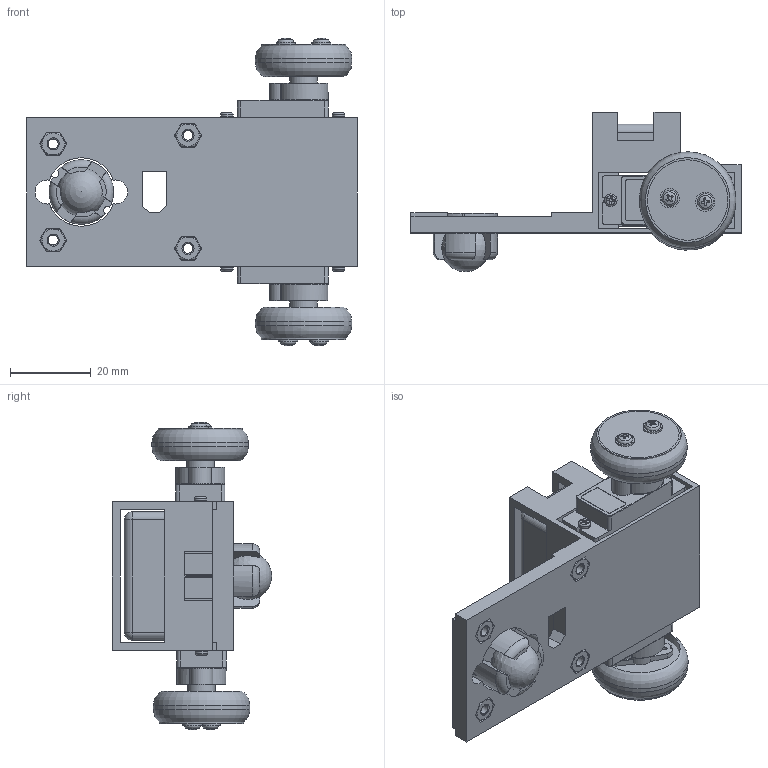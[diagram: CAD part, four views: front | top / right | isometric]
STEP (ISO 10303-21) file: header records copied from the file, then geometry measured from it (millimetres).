
FILE_DESCRIPTION(/* description */ (''),/* implementation_level */ '2;1');
FILE_NAME(/* name */ 'основа.stp',/* time_stamp */ '2025-02-10T22:25:51+03:00',/* author */ ('Admin'),/* organization */ (''),/* preprocessor_version */ 'ST-DEVELOPER v18.1',/* originating_system */ 'Autodesk Inventor 2022',/* authorisation */ '');
FILE_SCHEMA (('AUTOMOTIVE_DESIGN { 1 0 10303 214 3 1 1 }'));
Length unit declared in the file: millimetre
Products named in the file (17): основа; аккум; сервоприводы; сервы2; качалка; SG90 - Micro Servo 9g - Tower Pro.5_BS EN ISO 7045 - M2 x 8 - Z - 8S; сервы; SG90 - Micro Servo 9g - Tower Pro.1_Pea; SG90 - Micro Servo 9g - Tower Pro.6_BS EN ISO 7045 - M2 x 4 - Z - 4S; сфер.подшип; Caster Geometry; Ball; дно2; Nut GB/T 6170 M3; колеса; диск заднего 
колеса; шина
Assembly tree (29 placements, depth 4):
  основа
    аккум
    сервоприводы
      сервы2
        качалка  x2
      SG90 - Micro Servo 9g - Tower Pro.5_BS EN ISO 7045 - M2 x 8 - Z - 8S  x4
      сервы
        SG90 - Micro Servo 9g - Tower Pro.1_Pea  x2
        SG90 - Micro Servo 9g - Tower Pro.6_BS EN ISO 7045 - M2 x 4 - Z - 4S  x4
    сфер.подшип
      Caster Geometry
      Ball
    дно2
    Nut GB/T 6170 M3  x4
    колеса
      диск заднего 
колеса  x2
      шина  x2
Bounding box: 82 x 39.6 x 76.44 mm (x, y, z)
Volume: 45030.4 mm3; surface area: 33911.1 mm2
Topology: 48 solids, 48 shells, 2424 faces, 7591 edges, 5498 vertices
Faces by surface type: plane 1421, cylinder 544, cone 314, torus 78, bspline 46, sphere 21
Full cylindrical faces by diameter (mm): 0.2 x2, 0.5 x2, 1 x6, 1.2 x8, 1.6 x4, 1.8 x8, 2 x104, 2.1 x2, 2.2 x8, 2.459 x4, 2.5 x4, 3.1 x4, 4.6 x2, 4.8 x4, 5 x2, 6.9 x2, 20 x2, 21 x2, 24 x2
Entity records: 48122 total; most frequent: CARTESIAN_POINT 15384, ORIENTED_EDGE 7158, DIRECTION 6044, EDGE_CURVE 3579, VERTEX_POINT 2617, LINE 2138, VECTOR 2138, AXIS2_PLACEMENT_3D 1953
